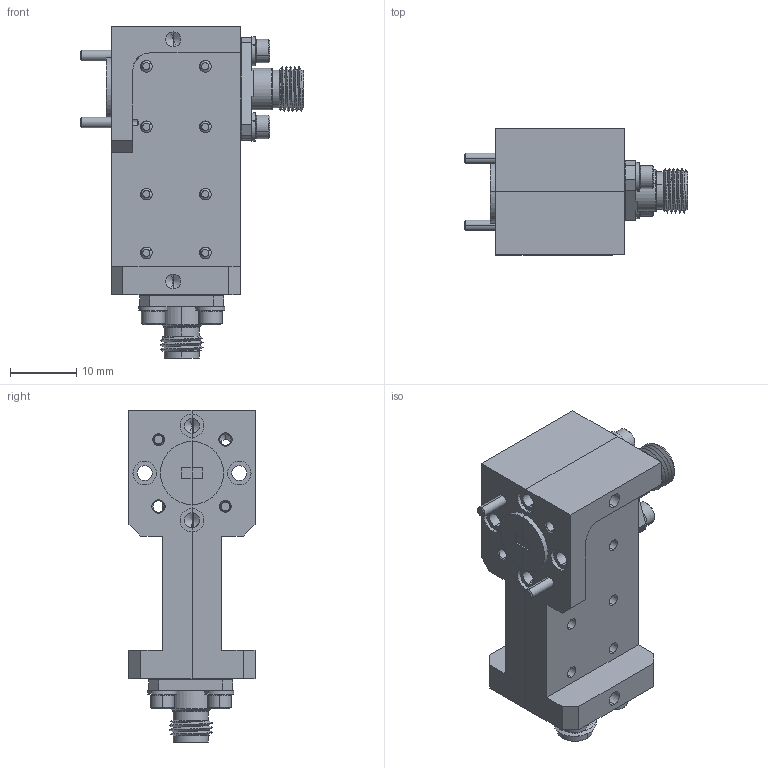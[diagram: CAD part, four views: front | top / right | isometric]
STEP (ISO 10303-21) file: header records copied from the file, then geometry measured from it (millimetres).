
FILE_DESCRIPTION (( 'STEP AP203' ), '1' );
FILE_NAME ('SFH-7039030318-12KFSF-N3.STEP', '2018-10-24T19:32:45', ( '' ), ( '' ), 'SwSTEP 2.0', 'SolidWorks 2016', '' );
FILE_SCHEMA (( 'CONFIG_CONTROL_DESIGN' ));
Length unit declared in the file: inch
Products named in the file (1): SFH-7039030318-12KFSF-N3
Bounding box: 33.72 x 19.05 x 50.16 mm (x, y, z)
Volume: 9736.8 mm3; surface area: 9108.2 mm2
Topology: 26 solids, 26 shells, 1360 faces, 3523 edges, 2240 vertices
Faces by surface type: cylinder 802, plane 282, cone 240, bspline 32, torus 4
Entity records: 58378 total; most frequent: CARTESIAN_POINT 28702, ORIENTED_EDGE 7002, DIRECTION 5450, EDGE_CURVE 3501, VERTEX_POINT 2240, AXIS2_PLACEMENT_3D 2030, EDGE_LOOP 1465, LINE 1390
